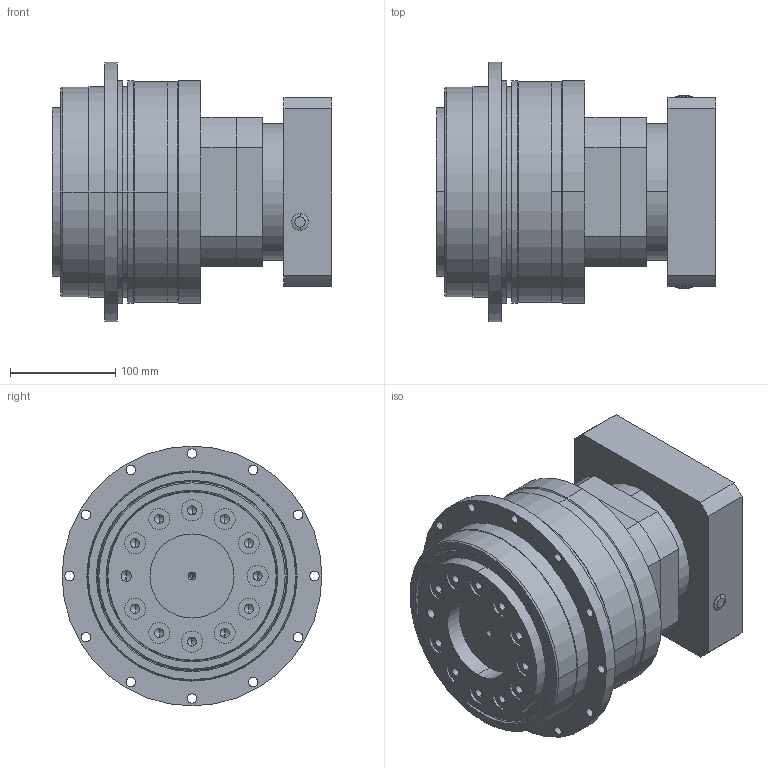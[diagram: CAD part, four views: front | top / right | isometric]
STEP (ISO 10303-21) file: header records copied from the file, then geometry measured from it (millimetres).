
FILE_DESCRIPTION (( 'STEP AP203' ), '1' );
FILE_NAME ('PGY200-L2-35-114.3-200-M12.STEP', '2020-06-27T05:55:40', ( 'ylmfeng' ), ( 'ylmfeng.com' ), 'SwSTEP 2.0', 'SolidWorks 2014', '' );
FILE_SCHEMA (( 'CONFIG_CONTROL_DESIGN' ));
Length unit declared in the file: millimetre
Products named in the file (1): PGY200-L2-35-114.3-200-M12
Bounding box: 266 x 247 x 247 mm (x, y, z)
Volume: 7095280.1 mm3; surface area: 618965.5 mm2
Topology: 38 solids, 38 shells, 871 faces, 1987 edges, 1254 vertices
Faces by surface type: plane 381, cylinder 309, torus 77, cone 76, bspline 28
Entity records: 26006 total; most frequent: CARTESIAN_POINT 5935, DIRECTION 4399, ORIENTED_EDGE 3906, EDGE_CURVE 1953, AXIS2_PLACEMENT_3D 1700, VERTEX_POINT 1254, EDGE_LOOP 1027, VECTOR 999
